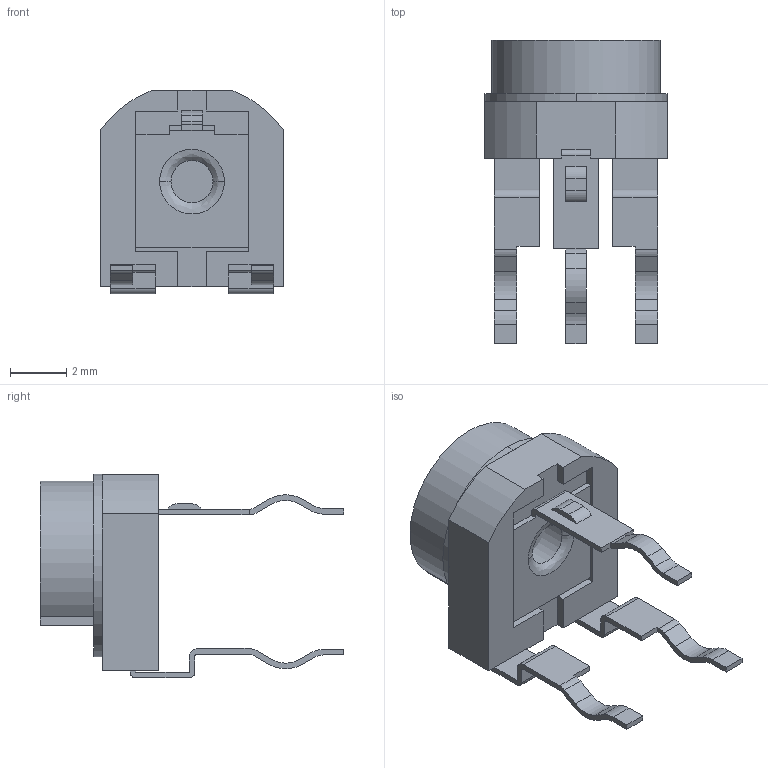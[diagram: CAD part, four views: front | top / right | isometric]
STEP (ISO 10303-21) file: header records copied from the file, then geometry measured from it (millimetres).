
FILE_DESCRIPTION (( 'STEP AP214' ), '1' );
FILE_NAME ('Pot.STEP', '2016-04-07T11:07:54', ( 'Kapouchima' ), ( '' ), 'SwSTEP 2.0', 'SolidWorks 2015', '' );
FILE_SCHEMA (( 'AUTOMOTIVE_DESIGN' ));
Length unit declared in the file: millimetre
Products named in the file (6): User Library-RM-065_d3c; User Library-RM-065_d3r; User Library-RM-065_d3l; User Library-RM-065_d2; User Library-RM-065_d1; Pot
Assembly tree (5 placements, depth 2):
  Pot
    User Library-RM-065_d1
    User Library-RM-065_d2
    User Library-RM-065_d3l
    User Library-RM-065_d3r
    User Library-RM-065_d3c
Bounding box: 6.5 x 10.8 x 7.24 mm (x, y, z)
Volume: 138 mm3; surface area: 377.4 mm2
Topology: 5 solids, 5 shells, 155 faces, 420 edges, 278 vertices
Faces by surface type: plane 111, cylinder 40, bspline 4
Entity records: 5198 total; most frequent: CARTESIAN_POINT 991, ORIENTED_EDGE 840, DIRECTION 818, EDGE_CURVE 420, VECTOR 320, LINE 320, VERTEX_POINT 278, AXIS2_PLACEMENT_3D 249
